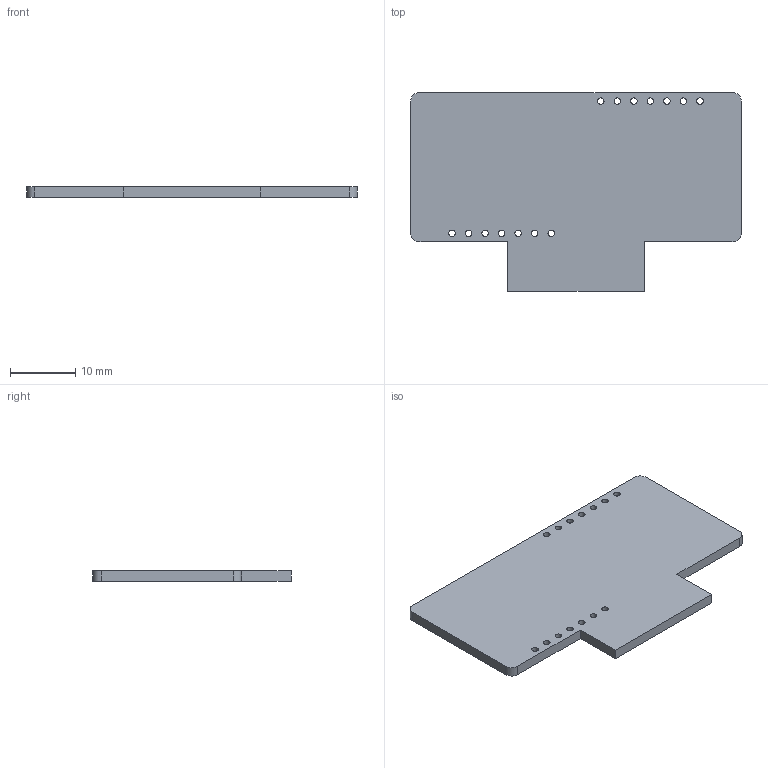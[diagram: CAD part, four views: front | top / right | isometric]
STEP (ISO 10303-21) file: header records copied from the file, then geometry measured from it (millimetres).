
FILE_DESCRIPTION(('KiCad electronic assembly'),'2;1');
FILE_NAME('14 segment display.STEP','2022-08-24T09:35:33',('Pcbnew'),( 'Kicad'),'Open CASCADE STEP processor 7.6','KiCad to STEP converter' ,'Unknown');
FILE_SCHEMA(('AUTOMOTIVE_DESIGN { 1 0 10303 214 1 1 1 1 }'));
Length unit declared in the file: millimetre
Products named in the file (2): 14 segment display 1; 14_segment_display PCB
Assembly tree (1 placements, depth 2):
  14 segment display 1
    14_segment_display PCB
Bounding box: 50.8 x 30.48 x 1.6 mm (x, y, z)
Volume: 2094.3 mm3; surface area: 2944.8 mm2
Topology: 1 solids, 1 shells, 28 faces, 78 edges, 52 vertices
Faces by surface type: cylinder 18, plane 10
Full cylindrical faces by diameter (mm): 1 x14
Entity records: 2143 total; most frequent: CARTESIAN_POINT 532, DIRECTION 294, LINE 162, VECTOR 162, ORIENTED_EDGE 156, PCURVE 156, DEFINITIONAL_REPRESENTATION 156, EDGE_CURVE 78
